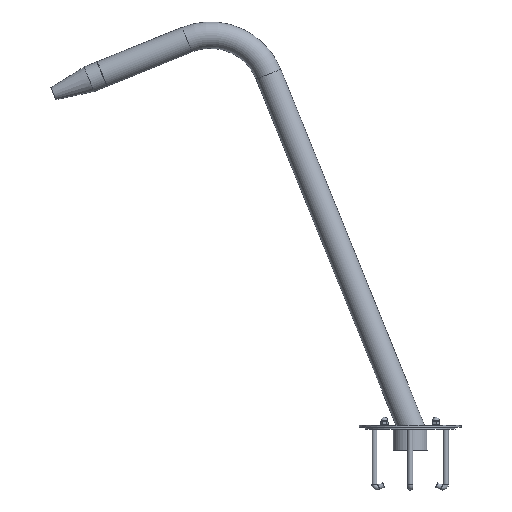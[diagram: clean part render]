
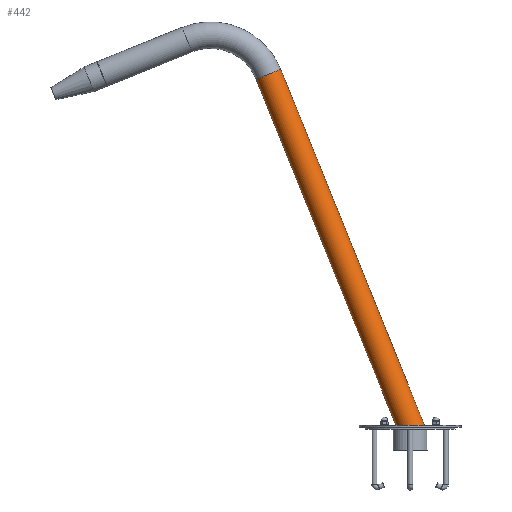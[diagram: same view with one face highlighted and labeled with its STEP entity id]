
A CAD part, left-side view. The second image highlights one B-rep face of the part: STEP entity #442.
In plain terms, the highlighted cylindrical face has radius 25.4 mm (diameter 50.8 mm), a full revolution.
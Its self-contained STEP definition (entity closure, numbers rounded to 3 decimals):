
#442=ADVANCED_FACE('',(#3671,#3673),#3675,.T.);
#3671=FACE_OUTER_BOUND('',#3672,.T.);
#3672=EDGE_LOOP('',(#13276));
#3673=FACE_OUTER_BOUND('',#3674,.T.);
#3674=EDGE_LOOP('',(#13277));
#3675=CYLINDRICAL_SURFACE('',#3676,25.4);
#3676=AXIS2_PLACEMENT_3D('',#3677,#3678,#3679);
#3677=CARTESIAN_POINT('',(0.,271.59,672.208));
#3678=DIRECTION('',(0.,-0.375,-0.927));
#3679=DIRECTION('',(1.,0.,0.));
#13276=ORIENTED_EDGE('',*,*,#13745,.T.);
#13277=ORIENTED_EDGE('',*,*,#13743,.T.);
#13743=EDGE_CURVE('',#14021,#14021,#14022,.F.);
#13745=EDGE_CURVE('',#14025,#14025,#14026,.T.);
#14021=VERTEX_POINT('',#16273);
#14022=(BOUNDED_CURVE()B_SPLINE_CURVE(3,
(#16274,#16275,#16276,#16277,#16278,#16279,#16280),
.UNSPECIFIED.,.T.,.F.)B_SPLINE_CURVE_WITH_KNOTS((4,3,4),
(0.,0.5,1.),
.UNSPECIFIED.)CURVE()GEOMETRIC_REPRESENTATION_ITEM()RATIONAL_B_SPLINE_CURVE((1.,
0.333,0.333,1.,0.333,0.333,1.))
REPRESENTATION_ITEM(''));
#14025=VERTEX_POINT('',#16289);
#14026=CIRCLE('',#16290,25.4);
#16273=CARTESIAN_POINT('',(25.4,0.,0.));
#16274=CARTESIAN_POINT('',(25.4,0.,0.));
#16275=CARTESIAN_POINT('',(25.4,-54.79,0.));
#16276=CARTESIAN_POINT('',(-25.4,-54.79,0.));
#16277=CARTESIAN_POINT('',(-25.4,0.,0.));
#16278=CARTESIAN_POINT('',(-25.4,54.79,0.));
#16279=CARTESIAN_POINT('',(25.4,54.79,0.));
#16280=CARTESIAN_POINT('',(25.4,0.,0.));
#16289=CARTESIAN_POINT('',(25.4,271.59,672.208));
#16290=AXIS2_PLACEMENT_3D('',#16291,#16292,#16293);
#16291=CARTESIAN_POINT('',(0.,271.59,672.208));
#16292=DIRECTION('',(0.,-0.375,-0.927));
#16293=DIRECTION('',(1.,0.,0.));
